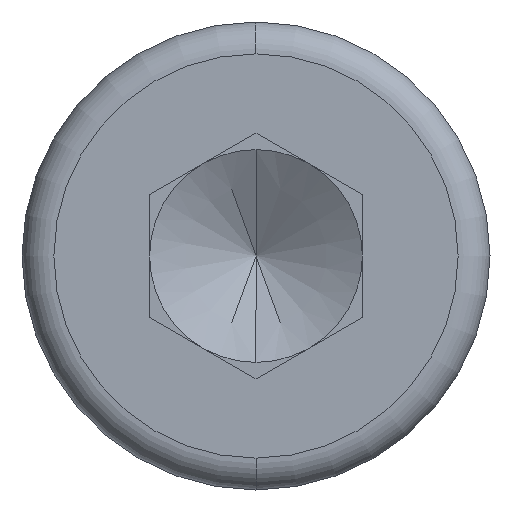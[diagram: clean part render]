
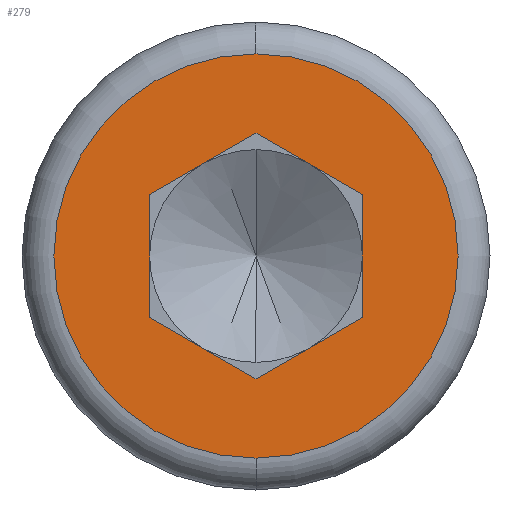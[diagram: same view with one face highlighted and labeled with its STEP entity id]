
A CAD part, left-side view. The second image highlights one B-rep face of the part: STEP entity #279.
In plain terms, the highlighted planar face has unit normal (-1, 0, 0).
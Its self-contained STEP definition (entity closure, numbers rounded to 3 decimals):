
#22 = VECTOR ( 'NONE', #706, 1000. ) ;
#34 = EDGE_LOOP ( 'NONE', ( #710, #281 ) ) ;
#44 = EDGE_CURVE ( 'NONE', #110, #168, #201, .T. ) ;
#59 = LINE ( 'NONE', #116, #307 ) ;
#61 = CARTESIAN_POINT ( 'NONE',  ( 0., -1.25, 0.722 ) ) ;
#62 = CARTESIAN_POINT ( 'NONE',  ( 0., 1.25, -0.722 ) ) ;
#92 = DIRECTION ( 'NONE',  ( 0., 0.866, -0.5 ) ) ;
#94 = CARTESIAN_POINT ( 'NONE',  ( 0., 0., 1.443 ) ) ;
#99 = ORIENTED_EDGE ( 'NONE', *, *, #625, .T. ) ;
#102 = CARTESIAN_POINT ( 'NONE',  ( 0., 0., 1.443 ) ) ;
#110 = VERTEX_POINT ( 'NONE', #94 ) ;
#114 = VERTEX_POINT ( 'NONE', #158 ) ;
#116 = CARTESIAN_POINT ( 'NONE',  ( 0., 0., -1.443 ) ) ;
#130 = AXIS2_PLACEMENT_3D ( 'NONE', #626, #256, #492 ) ;
#133 = CIRCLE ( 'NONE', #639, 2.375 ) ;
#137 = LINE ( 'NONE', #193, #371 ) ;
#147 = EDGE_CURVE ( 'NONE', #327, #114, #645, .T. ) ;
#158 = CARTESIAN_POINT ( 'NONE',  ( 0., 0., 2.375 ) ) ;
#162 = CARTESIAN_POINT ( 'NONE',  ( 0., 1.25, 0.722 ) ) ;
#168 = VERTEX_POINT ( 'NONE', #61 ) ;
#181 = DIRECTION ( 'NONE',  ( 0., 1., 0. ) ) ;
#193 = CARTESIAN_POINT ( 'NONE',  ( 0., -1.25, 0.722 ) ) ;
#197 = ORIENTED_EDGE ( 'NONE', *, *, #449, .T. ) ;
#201 = LINE ( 'NONE', #102, #678 ) ;
#204 = ORIENTED_EDGE ( 'NONE', *, *, #654, .T. ) ;
#209 = DIRECTION ( 'NONE',  ( -1., 0., 0. ) ) ;
#212 = VERTEX_POINT ( 'NONE', #162 ) ;
#215 = LINE ( 'NONE', #573, #637 ) ;
#219 = CARTESIAN_POINT ( 'NONE',  ( 0., -1.25, -0.722 ) ) ;
#222 = ORIENTED_EDGE ( 'NONE', *, *, #44, .T. ) ;
#239 = FACE_OUTER_BOUND ( 'NONE', #34, .T. ) ;
#256 = DIRECTION ( 'NONE',  ( -1., 0., 0. ) ) ;
#273 = ORIENTED_EDGE ( 'NONE', *, *, #406, .T. ) ;
#278 = LINE ( 'NONE', #219, #460 ) ;
#279 = ADVANCED_FACE ( 'NONE', ( #705, #239 ), #527, .F. ) ;
#281 = ORIENTED_EDGE ( 'NONE', *, *, #572, .T. ) ;
#307 = VECTOR ( 'NONE', #405, 1000. ) ;
#327 = VERTEX_POINT ( 'NONE', #422 ) ;
#328 = DIRECTION ( 'NONE',  ( 0., -0.866, 0.5 ) ) ;
#361 = VERTEX_POINT ( 'NONE', #540 ) ;
#365 = DIRECTION ( 'NONE',  ( 0., 0., -1. ) ) ;
#371 = VECTOR ( 'NONE', #365, 1000. ) ;
#401 = LINE ( 'NONE', #62, #22 ) ;
#405 = DIRECTION ( 'NONE',  ( 0., 0.866, 0.5 ) ) ;
#406 = EDGE_CURVE ( 'NONE', #168, #552, #137, .T. ) ;
#410 = CARTESIAN_POINT ( 'NONE',  ( 0., 0., -1.443 ) ) ;
#422 = CARTESIAN_POINT ( 'NONE',  ( 0., 0., -2.375 ) ) ;
#448 = CARTESIAN_POINT ( 'NONE',  ( 0., -1.25, -0.722 ) ) ;
#449 = EDGE_CURVE ( 'NONE', #212, #110, #215, .T. ) ;
#460 = VECTOR ( 'NONE', #92, 1000. ) ;
#492 = DIRECTION ( 'NONE',  ( 0., 0., -1. ) ) ;
#493 = DIRECTION ( 'NONE',  ( 0., -0.866, -0.5 ) ) ;
#497 = CARTESIAN_POINT ( 'NONE',  ( 0., 0., 0. ) ) ;
#527 = PLANE ( 'NONE',  #583 ) ;
#530 = CARTESIAN_POINT ( 'NONE',  ( 0., 0., 0. ) ) ;
#540 = CARTESIAN_POINT ( 'NONE',  ( 0., 1.25, -0.722 ) ) ;
#550 = EDGE_CURVE ( 'NONE', #552, #684, #278, .T. ) ;
#552 = VERTEX_POINT ( 'NONE', #448 ) ;
#572 = EDGE_CURVE ( 'NONE', #114, #327, #133, .T. ) ;
#573 = CARTESIAN_POINT ( 'NONE',  ( 0., 1.25, 0.722 ) ) ;
#583 = AXIS2_PLACEMENT_3D ( 'NONE', #530, #712, #181 ) ;
#594 = ORIENTED_EDGE ( 'NONE', *, *, #550, .T. ) ;
#625 = EDGE_CURVE ( 'NONE', #361, #212, #401, .T. ) ;
#626 = CARTESIAN_POINT ( 'NONE',  ( 0., 0., 0. ) ) ;
#637 = VECTOR ( 'NONE', #328, 1000. ) ;
#639 = AXIS2_PLACEMENT_3D ( 'NONE', #497, #209, #682 ) ;
#645 = CIRCLE ( 'NONE', #130, 2.375 ) ;
#654 = EDGE_CURVE ( 'NONE', #684, #361, #59, .T. ) ;
#657 = EDGE_LOOP ( 'NONE', ( #594, #204, #99, #197, #222, #273 ) ) ;
#678 = VECTOR ( 'NONE', #493, 1000. ) ;
#682 = DIRECTION ( 'NONE',  ( 0., 0., -1. ) ) ;
#684 = VERTEX_POINT ( 'NONE', #410 ) ;
#705 = FACE_BOUND ( 'NONE', #657, .T. ) ;
#706 = DIRECTION ( 'NONE',  ( 0., 0., 1. ) ) ;
#710 = ORIENTED_EDGE ( 'NONE', *, *, #147, .T. ) ;
#712 = DIRECTION ( 'NONE',  ( 1., 0., 0. ) ) ;
